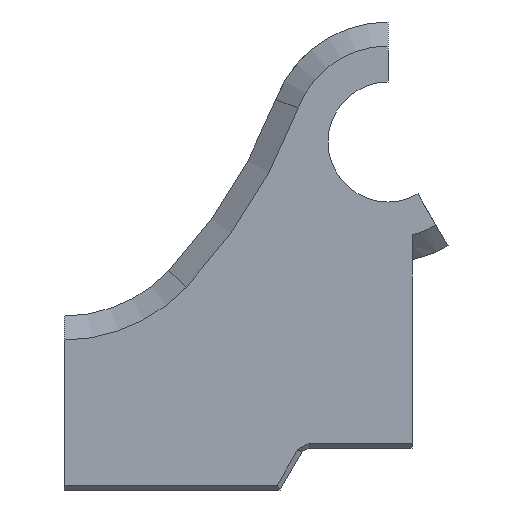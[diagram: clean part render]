
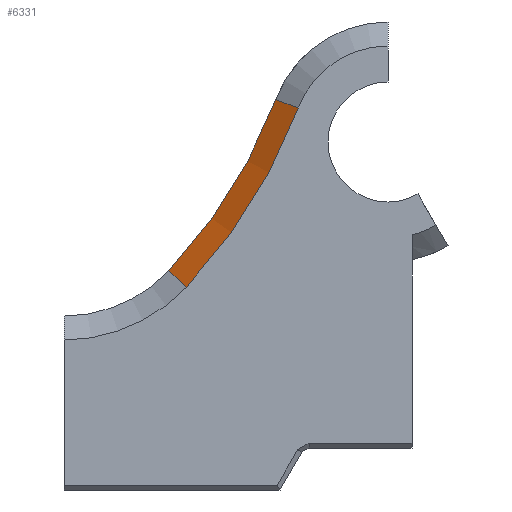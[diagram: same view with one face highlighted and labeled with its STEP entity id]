
A CAD part, front view. The second image highlights one B-rep face of the part: STEP entity #6331.
In plain terms, the highlighted conical face has half-angle 45 degrees and reference radius 43 mm.
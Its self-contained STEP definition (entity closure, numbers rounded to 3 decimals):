
#292 = CYLINDRICAL_SURFACE('',#293,43.);
#293 = AXIS2_PLACEMENT_3D('',#294,#295,#296);
#294 = CARTESIAN_POINT('',(-22.574,0.,
    38.747));
#295 = DIRECTION('',(0.,1.,0.));
#296 = DIRECTION('',(1.,0.,0.));
#1301 = PLANE('',#1302);
#1302 = AXIS2_PLACEMENT_3D('',#1303,#1304,#1305);
#1303 = CARTESIAN_POINT('',(0.,-31.,-9.));
#1304 = DIRECTION('',(0.,1.,0.));
#1305 = DIRECTION('',(0.,0.,1.));
#5375 = CONICAL_SURFACE('',#5376,12.,0.785);
#5376 = AXIS2_PLACEMENT_3D('',#5377,#5378,#5379);
#5377 = CARTESIAN_POINT('',(0.,-29.,17.5));
#5378 = DIRECTION('',(0.,-1.,0.));
#5379 = DIRECTION('',(0.,0.,-1.));
#5969 = VERTEX_POINT('',#5970);
#5970 = CARTESIAN_POINT('',(8.738,-29.,9.275));
#6014 = EDGE_CURVE('',#5969,#6015,#6017,.T.);
#6015 = VERTEX_POINT('',#6016);
#6016 = CARTESIAN_POINT('',(10.195,-31.,7.905));
#6017 = SURFACE_CURVE('',#6018,(#6022,#6028),.PCURVE_S1.);
#6018 = LINE('',#6019,#6020);
#6019 = CARTESIAN_POINT('',(8.738,-29.,9.275));
#6020 = VECTOR('',#6021,1.);
#6021 = DIRECTION('',(0.515,-0.707,-0.485));
#6022 = PCURVE('',#5375,#6023);
#6023 = DEFINITIONAL_REPRESENTATION('',(#6024),#6027);
#6024 = B_SPLINE_CURVE_WITH_KNOTS('',1,(#6025,#6026),.UNSPECIFIED.,.F.,
  .F.,(2,2),(0.,2.828),.PIECEWISE_BEZIER_KNOTS.);
#6025 = CARTESIAN_POINT('',(0.816,0.));
#6026 = CARTESIAN_POINT('',(0.816,2.));
#6027 = ( GEOMETRIC_REPRESENTATION_CONTEXT(2) 
PARAMETRIC_REPRESENTATION_CONTEXT() REPRESENTATION_CONTEXT('2D SPACE',''
  ) );
#6028 = PCURVE('',#6029,#6034);
#6029 = CONICAL_SURFACE('',#6030,43.,0.785);
#6030 = AXIS2_PLACEMENT_3D('',#6031,#6032,#6033);
#6031 = CARTESIAN_POINT('',(-22.574,-29.,38.747));
#6032 = DIRECTION('',(0.,-1.,0.));
#6033 = DIRECTION('',(0.728,0.,-0.685
    ));
#6034 = DEFINITIONAL_REPRESENTATION('',(#6035),#6038);
#6035 = B_SPLINE_CURVE_WITH_KNOTS('',1,(#6036,#6037),.UNSPECIFIED.,.F.,
  .F.,(2,2),(0.,2.828),.PIECEWISE_BEZIER_KNOTS.);
#6036 = CARTESIAN_POINT('',(0.,0.));
#6037 = CARTESIAN_POINT('',(0.,2.));
#6038 = ( GEOMETRIC_REPRESENTATION_CONTEXT(2) 
PARAMETRIC_REPRESENTATION_CONTEXT() REPRESENTATION_CONTEXT('2D SPACE',''
  ) );
#6222 = EDGE_CURVE('',#6015,#6223,#6225,.T.);
#6223 = VERTEX_POINT('',#6224);
#6224 = CARTESIAN_POINT('',(19.517,-31.,22.83));
#6225 = SURFACE_CURVE('',#6226,(#6231,#6242),.PCURVE_S1.);
#6226 = CIRCLE('',#6227,45.);
#6227 = AXIS2_PLACEMENT_3D('',#6228,#6229,#6230);
#6228 = CARTESIAN_POINT('',(-22.574,-31.,38.747));
#6229 = DIRECTION('',(0.,-1.,0.));
#6230 = DIRECTION('',(0.728,0.,-0.685
    ));
#6231 = PCURVE('',#1301,#6232);
#6232 = DEFINITIONAL_REPRESENTATION('',(#6233),#6241);
#6233 = ( BOUNDED_CURVE() B_SPLINE_CURVE(2,(#6234,#6235,#6236,#6237,
#6238,#6239,#6240),.UNSPECIFIED.,.F.,.F.) B_SPLINE_CURVE_WITH_KNOTS((1,2
    ,2,2,2,1),(-2.094,0.,2.094,4.189,
6.283,8.378),.UNSPECIFIED.) CURVE() 
GEOMETRIC_REPRESENTATION_ITEM() RATIONAL_B_SPLINE_CURVE((1.,0.5,1.,0.5,
1.,0.5,1.)) REPRESENTATION_ITEM('') );
#6234 = CARTESIAN_POINT('',(16.905,10.195));
#6235 = CARTESIAN_POINT('',(73.661,63.615));
#6236 = CARTESIAN_POINT('',(91.546,-12.248));
#6237 = CARTESIAN_POINT('',(109.431,-88.11));
#6238 = CARTESIAN_POINT('',(34.79,-65.668));
#6239 = CARTESIAN_POINT('',(-39.852,-43.226));
#6240 = CARTESIAN_POINT('',(16.905,10.195));
#6241 = ( GEOMETRIC_REPRESENTATION_CONTEXT(2) 
PARAMETRIC_REPRESENTATION_CONTEXT() REPRESENTATION_CONTEXT('2D SPACE',''
  ) );
#6242 = PCURVE('',#6029,#6243);
#6243 = DEFINITIONAL_REPRESENTATION('',(#6244),#6248);
#6244 = LINE('',#6245,#6246);
#6245 = CARTESIAN_POINT('',(0.,2.));
#6246 = VECTOR('',#6247,1.);
#6247 = DIRECTION('',(1.,0.));
#6248 = ( GEOMETRIC_REPRESENTATION_CONTEXT(2) 
PARAMETRIC_REPRESENTATION_CONTEXT() REPRESENTATION_CONTEXT('2D SPACE',''
  ) );
#6267 = CONICAL_SURFACE('',#6268,10.,0.785);
#6268 = AXIS2_PLACEMENT_3D('',#6269,#6270,#6271);
#6269 = CARTESIAN_POINT('',(27.,-29.,20.));
#6270 = DIRECTION('',(0.,1.,0.));
#6271 = DIRECTION('',(-0.935,0.,0.354)
  );
#6331 = ADVANCED_FACE('',(#6332),#6029,.T.);
#6332 = FACE_BOUND('',#6333,.T.);
#6333 = EDGE_LOOP('',(#6334,#6335,#6381,#6400));
#6334 = ORIENTED_EDGE('',*,*,#6014,.F.);
#6335 = ORIENTED_EDGE('',*,*,#6336,.T.);
#6336 = EDGE_CURVE('',#5969,#6337,#6339,.T.);
#6337 = VERTEX_POINT('',#6338);
#6338 = CARTESIAN_POINT('',(17.646,-29.,23.537));
#6339 = SURFACE_CURVE('',#6340,(#6345,#6352),.PCURVE_S1.);
#6340 = CIRCLE('',#6341,43.);
#6341 = AXIS2_PLACEMENT_3D('',#6342,#6343,#6344);
#6342 = CARTESIAN_POINT('',(-22.574,-29.,38.747));
#6343 = DIRECTION('',(0.,-1.,0.));
#6344 = DIRECTION('',(0.728,0.,-0.685
    ));
#6345 = PCURVE('',#6029,#6346);
#6346 = DEFINITIONAL_REPRESENTATION('',(#6347),#6351);
#6347 = LINE('',#6348,#6349);
#6348 = CARTESIAN_POINT('',(0.,0.));
#6349 = VECTOR('',#6350,1.);
#6350 = DIRECTION('',(1.,0.));
#6351 = ( GEOMETRIC_REPRESENTATION_CONTEXT(2) 
PARAMETRIC_REPRESENTATION_CONTEXT() REPRESENTATION_CONTEXT('2D SPACE',''
  ) );
#6352 = PCURVE('',#292,#6353);
#6353 = DEFINITIONAL_REPRESENTATION('',(#6354),#6380);
#6354 = B_SPLINE_CURVE_WITH_KNOTS('',3,(#6355,#6356,#6357,#6358,#6359,
    #6360,#6361,#6362,#6363,#6364,#6365,#6366,#6367,#6368,#6369,#6370,
    #6371,#6372,#6373,#6374,#6375,#6376,#6377,#6378,#6379),
  .UNSPECIFIED.,.F.,.F.,(4,1,1,1,1,1,1,1,1,1,1,1,1,1,1,1,1,1,1,1,1,1,4),
  (0.,0.018,0.036,
    0.054,0.072,0.089,
    0.107,0.125,0.143,0.161,
    0.179,0.197,0.215,0.233,
    0.25,0.268,0.286,0.304,
    0.322,0.34,0.358,0.376,
    0.394),.UNSPECIFIED.);
#6355 = CARTESIAN_POINT('',(-5.528,-29.));
#6356 = CARTESIAN_POINT('',(-5.534,-29.));
#6357 = CARTESIAN_POINT('',(-5.546,-29.));
#6358 = CARTESIAN_POINT('',(-5.564,-29.));
#6359 = CARTESIAN_POINT('',(-5.582,-29.));
#6360 = CARTESIAN_POINT('',(-5.6,-29.));
#6361 = CARTESIAN_POINT('',(-5.618,-29.));
#6362 = CARTESIAN_POINT('',(-5.635,-29.));
#6363 = CARTESIAN_POINT('',(-5.653,-29.));
#6364 = CARTESIAN_POINT('',(-5.671,-29.));
#6365 = CARTESIAN_POINT('',(-5.689,-29.));
#6366 = CARTESIAN_POINT('',(-5.707,-29.));
#6367 = CARTESIAN_POINT('',(-5.725,-29.));
#6368 = CARTESIAN_POINT('',(-5.743,-29.));
#6369 = CARTESIAN_POINT('',(-5.761,-29.));
#6370 = CARTESIAN_POINT('',(-5.779,-29.));
#6371 = CARTESIAN_POINT('',(-5.796,-29.));
#6372 = CARTESIAN_POINT('',(-5.814,-29.));
#6373 = CARTESIAN_POINT('',(-5.832,-29.));
#6374 = CARTESIAN_POINT('',(-5.85,-29.));
#6375 = CARTESIAN_POINT('',(-5.868,-29.));
#6376 = CARTESIAN_POINT('',(-5.886,-29.));
#6377 = CARTESIAN_POINT('',(-5.904,-29.));
#6378 = CARTESIAN_POINT('',(-5.916,-29.));
#6379 = CARTESIAN_POINT('',(-5.922,-29.));
#6380 = ( GEOMETRIC_REPRESENTATION_CONTEXT(2) 
PARAMETRIC_REPRESENTATION_CONTEXT() REPRESENTATION_CONTEXT('2D SPACE',''
  ) );
#6381 = ORIENTED_EDGE('',*,*,#6382,.T.);
#6382 = EDGE_CURVE('',#6337,#6223,#6383,.T.);
#6383 = SURFACE_CURVE('',#6384,(#6388,#6394),.PCURVE_S1.);
#6384 = LINE('',#6385,#6386);
#6385 = CARTESIAN_POINT('',(17.646,-29.,23.537));
#6386 = VECTOR('',#6387,1.);
#6387 = DIRECTION('',(0.661,-0.707,-0.25));
#6388 = PCURVE('',#6029,#6389);
#6389 = DEFINITIONAL_REPRESENTATION('',(#6390),#6393);
#6390 = B_SPLINE_CURVE_WITH_KNOTS('',1,(#6391,#6392),.UNSPECIFIED.,.F.,
  .F.,(2,2),(0.,2.828),.PIECEWISE_BEZIER_KNOTS.);
#6391 = CARTESIAN_POINT('',(0.394,0.));
#6392 = CARTESIAN_POINT('',(0.394,2.));
#6393 = ( GEOMETRIC_REPRESENTATION_CONTEXT(2) 
PARAMETRIC_REPRESENTATION_CONTEXT() REPRESENTATION_CONTEXT('2D SPACE',''
  ) );
#6394 = PCURVE('',#6267,#6395);
#6395 = DEFINITIONAL_REPRESENTATION('',(#6396),#6399);
#6396 = B_SPLINE_CURVE_WITH_KNOTS('',1,(#6397,#6398),.UNSPECIFIED.,.F.,
  .F.,(2,2),(0.,2.828),.PIECEWISE_BEZIER_KNOTS.);
#6397 = CARTESIAN_POINT('',(0.,0.));
#6398 = CARTESIAN_POINT('',(0.,-2.));
#6399 = ( GEOMETRIC_REPRESENTATION_CONTEXT(2) 
PARAMETRIC_REPRESENTATION_CONTEXT() REPRESENTATION_CONTEXT('2D SPACE',''
  ) );
#6400 = ORIENTED_EDGE('',*,*,#6222,.F.);
